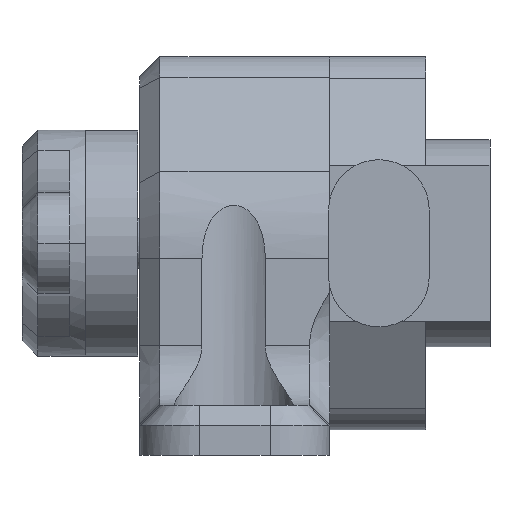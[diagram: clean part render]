
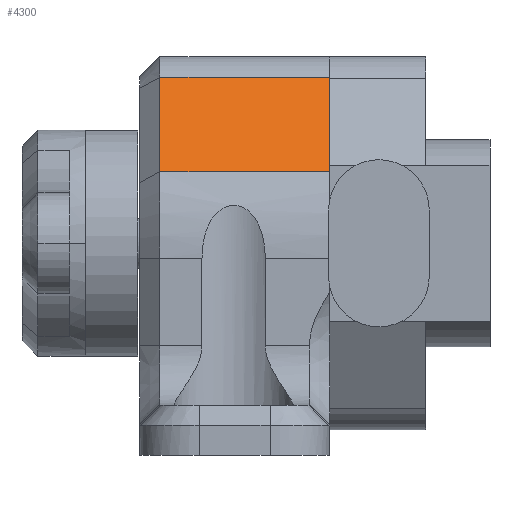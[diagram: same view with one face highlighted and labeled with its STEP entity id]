
A CAD part, front view. The second image highlights one B-rep face of the part: STEP entity #4300.
In plain terms, the highlighted planar face has unit normal (0, -0.838, 0.546).
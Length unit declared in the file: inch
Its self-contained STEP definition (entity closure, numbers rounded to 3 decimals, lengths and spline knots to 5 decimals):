
#65 = EDGE_CURVE ( 'NONE', #3912, #1154, #344, .T. ) ;
#344 = LINE ( 'NONE', #3681, #2103 ) ;
#437 = CARTESIAN_POINT ( 'NONE',  ( -0.37146, -0.19142, 1.8775 ) ) ;
#830 = PLANE ( 'NONE',  #1041 ) ;
#1041 = AXIS2_PLACEMENT_3D ( 'NONE', #1760, #2252, #5492 ) ;
#1122 = FACE_OUTER_BOUND ( 'NONE', #2182, .T. ) ;
#1154 = VERTEX_POINT ( 'NONE', #1585 ) ;
#1585 = CARTESIAN_POINT ( 'NONE',  ( -0.37146, -0.49721, 1.40888 ) ) ;
#1596 = EDGE_CURVE ( 'NONE', #1951, #3560, #2475, .T. ) ;
#1626 = EDGE_CURVE ( 'NONE', #1951, #3912, #2405, .T. ) ;
#1760 = CARTESIAN_POINT ( 'NONE',  ( 0.47146, -0.19142, 1.8775 ) ) ;
#1805 = DIRECTION ( 'NONE',  ( 0., -0.546, -0.837 ) ) ;
#1951 = VERTEX_POINT ( 'NONE', #4538 ) ;
#2103 = VECTOR ( 'NONE', #5541, 39.37008 ) ;
#2182 = EDGE_LOOP ( 'NONE', ( #6017, #3194, #4331, #2773 ) ) ;
#2252 = DIRECTION ( 'NONE',  ( 0., 0.837, -0.546 ) ) ;
#2405 = LINE ( 'NONE', #4005, #4210 ) ;
#2475 = LINE ( 'NONE', #5397, #3572 ) ;
#2575 = DIRECTION ( 'NONE',  ( 0., -0.546, -0.837 ) ) ;
#2773 = ORIENTED_EDGE ( 'NONE', *, *, #1626, .F. ) ;
#3194 = ORIENTED_EDGE ( 'NONE', *, *, #3442, .T. ) ;
#3442 = EDGE_CURVE ( 'NONE', #3560, #1154, #5061, .T. ) ;
#3560 = VERTEX_POINT ( 'NONE', #3677 ) ;
#3572 = VECTOR ( 'NONE', #5380, 39.37008 ) ;
#3677 = CARTESIAN_POINT ( 'NONE',  ( -0.37146, -0.19142, 1.8775 ) ) ;
#3681 = CARTESIAN_POINT ( 'NONE',  ( 0.47146, -0.49721, 1.40888 ) ) ;
#3912 = VERTEX_POINT ( 'NONE', #3924 ) ;
#3924 = CARTESIAN_POINT ( 'NONE',  ( 0.47146, -0.49721, 1.40888 ) ) ;
#4005 = CARTESIAN_POINT ( 'NONE',  ( 0.47146, -0.19142, 1.8775 ) ) ;
#4210 = VECTOR ( 'NONE', #2575, 39.37008 ) ;
#4300 = ADVANCED_FACE ( 'NONE', ( #1122 ), #830, .F. ) ;
#4331 = ORIENTED_EDGE ( 'NONE', *, *, #65, .F. ) ;
#4538 = CARTESIAN_POINT ( 'NONE',  ( 0.47146, -0.19142, 1.8775 ) ) ;
#5061 = LINE ( 'NONE', #437, #5646 ) ;
#5380 = DIRECTION ( 'NONE',  ( -1., 0., 0. ) ) ;
#5397 = CARTESIAN_POINT ( 'NONE',  ( 0.47146, -0.19142, 1.8775 ) ) ;
#5492 = DIRECTION ( 'NONE',  ( 0., 0.546, 0.837 ) ) ;
#5541 = DIRECTION ( 'NONE',  ( -1., 0., 0. ) ) ;
#5646 = VECTOR ( 'NONE', #1805, 39.37008 ) ;
#6017 = ORIENTED_EDGE ( 'NONE', *, *, #1596, .T. ) ;
